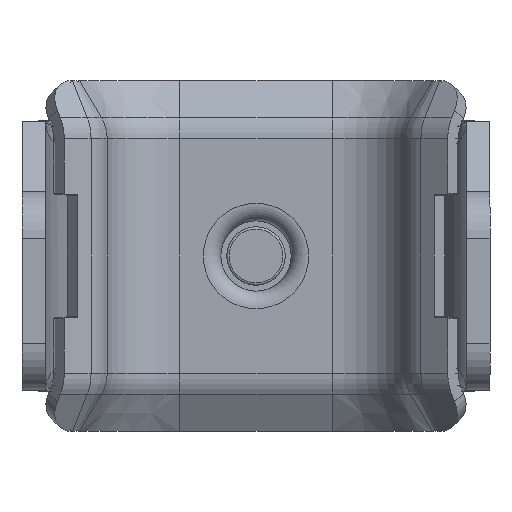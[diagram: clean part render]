
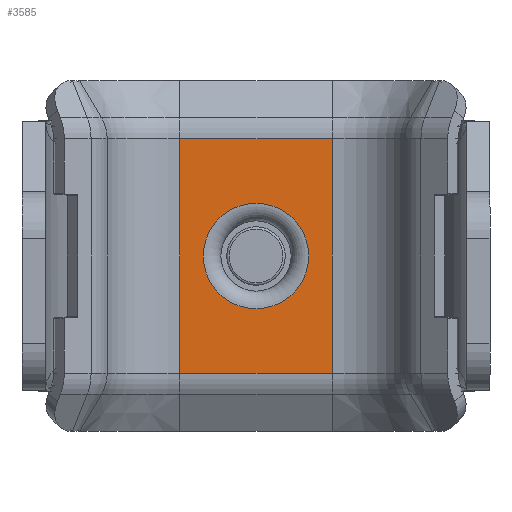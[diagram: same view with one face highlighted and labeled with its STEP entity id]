
A CAD part, front view. The second image highlights one B-rep face of the part: STEP entity #3585.
In plain terms, the highlighted face is planar.
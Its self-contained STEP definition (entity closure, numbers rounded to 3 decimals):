
#96=FACE_BOUND('',#522,.T.);
#294=FACE_OUTER_BOUND('',#521,.T.);
#521=EDGE_LOOP('',(#2753,#2754,#2755,#2756));
#522=EDGE_LOOP('',(#2757));
#723=CIRCLE('',#3925,4.5);
#1015=LINE('',#8068,#1314);
#1016=LINE('',#8070,#1315);
#1017=LINE('',#8072,#1316);
#1018=LINE('',#8073,#1317);
#1314=VECTOR('',#4630,10.);
#1315=VECTOR('',#4631,10.);
#1316=VECTOR('',#4632,10.);
#1317=VECTOR('',#4633,10.);
#1611=VERTEX_POINT('',#8052);
#1616=VERTEX_POINT('',#8066);
#1617=VERTEX_POINT('',#8067);
#1618=VERTEX_POINT('',#8069);
#1619=VERTEX_POINT('',#8071);
#2015=EDGE_CURVE('',#1611,#1611,#723,.T.);
#2022=EDGE_CURVE('',#1616,#1617,#1015,.T.);
#2023=EDGE_CURVE('',#1617,#1618,#1016,.T.);
#2024=EDGE_CURVE('',#1619,#1618,#1017,.T.);
#2025=EDGE_CURVE('',#1616,#1619,#1018,.T.);
#2753=ORIENTED_EDGE('',*,*,#2022,.T.);
#2754=ORIENTED_EDGE('',*,*,#2023,.T.);
#2755=ORIENTED_EDGE('',*,*,#2024,.F.);
#2756=ORIENTED_EDGE('',*,*,#2025,.F.);
#2757=ORIENTED_EDGE('',*,*,#2015,.F.);
#3441=PLANE('',#3932);
#3585=ADVANCED_FACE('',(#294,#96),#3441,.T.);
#3925=AXIS2_PLACEMENT_3D('',#8053,#4613,#4614);
#3932=AXIS2_PLACEMENT_3D('',#8065,#4628,#4629);
#4613=DIRECTION('center_axis',(0.,-0.766,
0.643));
#4614=DIRECTION('ref_axis',(-1.,0.,0.));
#4628=DIRECTION('center_axis',(0.,-0.766,
0.643));
#4629=DIRECTION('ref_axis',(-1.,0.,0.));
#4630=DIRECTION('',(-1.,0.,0.));
#4631=DIRECTION('',(0.,-0.643,-0.766));
#4632=DIRECTION('',(-1.,0.,0.));
#4633=DIRECTION('',(0.,-0.643,-0.766));
#8052=CARTESIAN_POINT('',(-10.5,-6.591,-17.967));
#8053=CARTESIAN_POINT('Origin',(-15.,-6.591,-17.967));
#8065=CARTESIAN_POINT('Origin',(-4.975,-2.413,-12.988));
#8066=CARTESIAN_POINT('',(-4.975,-2.413,-12.988));
#8067=CARTESIAN_POINT('',(-25.025,-2.413,-12.988));
#8068=CARTESIAN_POINT('',(-25.025,-2.413,-12.988));
#8069=CARTESIAN_POINT('',(-25.025,-10.769,-22.946));
#8070=CARTESIAN_POINT('',(-25.025,-2.413,-12.988));
#8071=CARTESIAN_POINT('',(-4.975,-10.769,-22.946));
#8072=CARTESIAN_POINT('',(-25.025,-10.769,-22.946));
#8073=CARTESIAN_POINT('',(-4.975,-2.413,-12.988));
